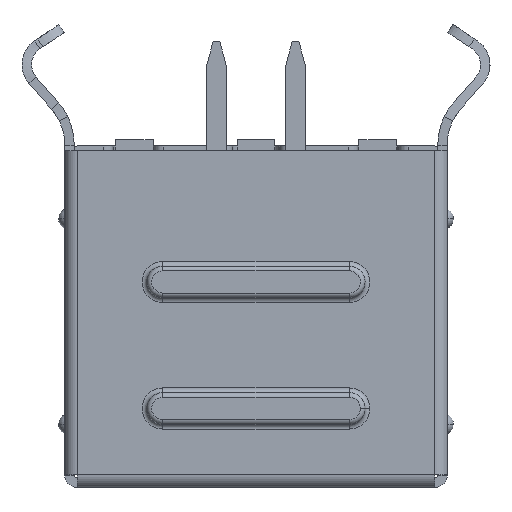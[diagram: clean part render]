
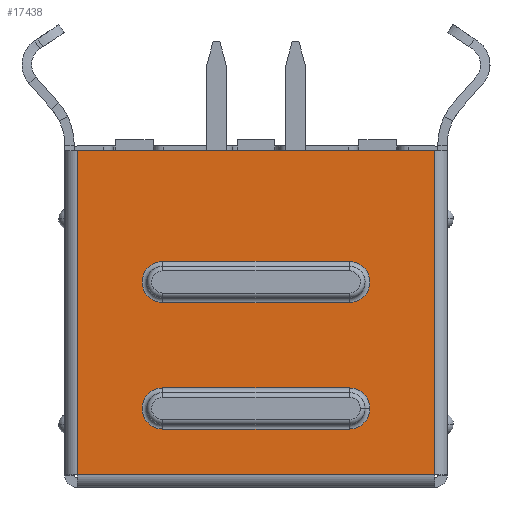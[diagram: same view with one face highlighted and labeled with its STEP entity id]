
A CAD part, front view. The second image highlights one B-rep face of the part: STEP entity #17438.
In plain terms, the highlighted planar face has unit normal (0, -1, 0).
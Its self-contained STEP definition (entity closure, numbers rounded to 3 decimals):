
#17 = CARTESIAN_POINT ( 'NONE',  ( 2.95, 0., 2.5 ) ) ;
#18 = DIRECTION ( 'NONE',  ( 0., -1., 0. ) ) ;
#19 = DIRECTION ( 'NONE',  ( 1., 0., 0. ) ) ;
#290 = CARTESIAN_POINT ( 'NONE',  ( -5.876, 0., 5.85 ) ) ;
#291 = DIRECTION ( 'NONE',  ( 1., 0., 0. ) ) ;
#292 = CARTESIAN_POINT ( 'NONE',  ( 2.95, 0., 6.5 ) ) ;
#293 = DIRECTION ( 'NONE',  ( 0., -1., 0. ) ) ;
#294 = DIRECTION ( 'NONE',  ( 0., 0., -1. ) ) ;
#301 = CARTESIAN_POINT ( 'NONE',  ( -5.876, 0., 7.15 ) ) ;
#302 = DIRECTION ( 'NONE',  ( -1., 0., 0. ) ) ;
#303 = CARTESIAN_POINT ( 'NONE',  ( -2.95, 0., 6.5 ) ) ;
#304 = DIRECTION ( 'NONE',  ( 0., -1., 0. ) ) ;
#305 = DIRECTION ( 'NONE',  ( 1., 0., 0. ) ) ;
#312 = CARTESIAN_POINT ( 'NONE',  ( -5.876, 0., 1.85 ) ) ;
#313 = DIRECTION ( 'NONE',  ( 1., 0., 0. ) ) ;
#314 = CARTESIAN_POINT ( 'NONE',  ( 2.95, 0., 2.5 ) ) ;
#315 = DIRECTION ( 'NONE',  ( 0., -1., 0. ) ) ;
#316 = DIRECTION ( 'NONE',  ( 1., 0., 0. ) ) ;
#320 = CARTESIAN_POINT ( 'NONE',  ( -5.876, 0., 3.15 ) ) ;
#321 = DIRECTION ( 'NONE',  ( -1., 0., 0. ) ) ;
#322 = CARTESIAN_POINT ( 'NONE',  ( -2.95, 0., 2.5 ) ) ;
#323 = DIRECTION ( 'NONE',  ( 0., -1., 0. ) ) ;
#324 = DIRECTION ( 'NONE',  ( 1., 0., 0. ) ) ;
#336 = CARTESIAN_POINT ( 'NONE',  ( -5.65, 0., 10.855 ) ) ;
#337 = DIRECTION ( 'NONE',  ( 0., 0., 1. ) ) ;
#358 = CARTESIAN_POINT ( 'NONE',  ( 5.65, 0., 10.855 ) ) ;
#359 = DIRECTION ( 'NONE',  ( 0., 0., -1. ) ) ;
#491 = CARTESIAN_POINT ( 'NONE',  ( -5.876, 0., 0.4 ) ) ;
#492 = DIRECTION ( 'NONE',  ( -1., 0., 0. ) ) ;
#807 = CARTESIAN_POINT ( 'NONE',  ( 3.6, 0., 2.5 ) ) ;
#808 = CARTESIAN_POINT ( 'NONE',  ( 2.95, 0., 3.15 ) ) ;
#867 = CARTESIAN_POINT ( 'NONE',  ( 2.95, 0., 5.85 ) ) ;
#868 = CARTESIAN_POINT ( 'NONE',  ( -2.95, 0., 5.85 ) ) ;
#869 = CARTESIAN_POINT ( 'NONE',  ( 2.95, 0., 7.15 ) ) ;
#870 = CARTESIAN_POINT ( 'NONE',  ( -2.95, 0., 7.15 ) ) ;
#871 = CARTESIAN_POINT ( 'NONE',  ( 2.95, 0., 1.85 ) ) ;
#872 = CARTESIAN_POINT ( 'NONE',  ( -2.95, 0., 1.85 ) ) ;
#873 = CARTESIAN_POINT ( 'NONE',  ( -2.95, 0., 3.15 ) ) ;
#876 = CARTESIAN_POINT ( 'NONE',  ( -5.65, 0., 0.4 ) ) ;
#877 = CARTESIAN_POINT ( 'NONE',  ( -5.65, 0., 10.65 ) ) ;
#882 = CARTESIAN_POINT ( 'NONE',  ( 5.65, 0., 10.65 ) ) ;
#883 = CARTESIAN_POINT ( 'NONE',  ( 5.65, 0., 0.4 ) ) ;
#2212 = PLANE ( 'NONE',  #2327 ) ;
#2213 = CARTESIAN_POINT ( 'NONE',  ( -5.876, 0., 10.855 ) ) ;
#2214 = DIRECTION ( 'NONE',  ( 0., 1., 0. ) ) ;
#2215 = DIRECTION ( 'NONE',  ( 0., 0., 1. ) ) ;
#2288 = FACE_OUTER_BOUND ( 'NONE', #17073, .T. ) ;
#2289 = FACE_BOUND ( 'NONE', #17074, .T. ) ;
#2290 = FACE_BOUND ( 'NONE', #17075, .T. ) ;
#2327 = AXIS2_PLACEMENT_3D ( 'NONE', #2213, #2214, #2215 ) ;
#2448 = VECTOR ( 'NONE', #3420, 1000. ) ;
#3246 = LINE ( 'NONE', #3419, #2448 ) ;
#3419 = CARTESIAN_POINT ( 'NONE',  ( -6.292, 0., 10.65 ) ) ;
#3420 = DIRECTION ( 'NONE',  ( 1., 0., 0. ) ) ;
#16569 = EDGE_CURVE ( 'NONE', #17135, #17136, #39455, .T. ) ;
#16953 = EDGE_CURVE ( 'NONE', #17196, #17195, #38932, .T. ) ;
#16954 = EDGE_CURVE ( 'NONE', #17195, #17197, #39608, .T. ) ;
#16957 = EDGE_CURVE ( 'NONE', #17197, #17198, #40333, .T. ) ;
#16958 = EDGE_CURVE ( 'NONE', #17198, #17196, #39614, .T. ) ;
#16961 = EDGE_CURVE ( 'NONE', #17200, #17199, #40334, .T. ) ;
#16962 = EDGE_CURVE ( 'NONE', #17199, #17135, #39621, .T. ) ;
#16964 = EDGE_CURVE ( 'NONE', #17136, #17201, #40335, .T. ) ;
#16965 = EDGE_CURVE ( 'NONE', #17201, #17200, #39626, .T. ) ;
#16969 = EDGE_CURVE ( 'NONE', #17204, #17205, #40336, .T. ) ;
#16977 = EDGE_CURVE ( 'NONE', #17210, #17211, #40339, .T. ) ;
#17030 = EDGE_CURVE ( 'NONE', #17211, #17204, #40371, .T. ) ;
#17073 = EDGE_LOOP ( 'NONE', ( #17317, #17318, #17319, #17321 ) ) ;
#17074 = EDGE_LOOP ( 'NONE', ( #17322, #17323, #17324, #17320, #17325 ) ) ;
#17075 = EDGE_LOOP ( 'NONE', ( #17327, #17328, #17329, #17326 ) ) ;
#17135 = VERTEX_POINT ( 'NONE', #807 ) ;
#17136 = VERTEX_POINT ( 'NONE', #808 ) ;
#17195 = VERTEX_POINT ( 'NONE', #867 ) ;
#17196 = VERTEX_POINT ( 'NONE', #868 ) ;
#17197 = VERTEX_POINT ( 'NONE', #869 ) ;
#17198 = VERTEX_POINT ( 'NONE', #870 ) ;
#17199 = VERTEX_POINT ( 'NONE', #871 ) ;
#17200 = VERTEX_POINT ( 'NONE', #872 ) ;
#17201 = VERTEX_POINT ( 'NONE', #873 ) ;
#17204 = VERTEX_POINT ( 'NONE', #876 ) ;
#17205 = VERTEX_POINT ( 'NONE', #877 ) ;
#17210 = VERTEX_POINT ( 'NONE', #882 ) ;
#17211 = VERTEX_POINT ( 'NONE', #883 ) ;
#17317 = ORIENTED_EDGE ( 'NONE', *, *, #17030, .F. ) ;
#17318 = ORIENTED_EDGE ( 'NONE', *, *, #16977, .F. ) ;
#17319 = ORIENTED_EDGE ( 'NONE', *, *, #17490, .F. ) ;
#17320 = ORIENTED_EDGE ( 'NONE', *, *, #16961, .F. ) ;
#17321 = ORIENTED_EDGE ( 'NONE', *, *, #16969, .F. ) ;
#17322 = ORIENTED_EDGE ( 'NONE', *, *, #16964, .F. ) ;
#17323 = ORIENTED_EDGE ( 'NONE', *, *, #16569, .F. ) ;
#17324 = ORIENTED_EDGE ( 'NONE', *, *, #16962, .F. ) ;
#17325 = ORIENTED_EDGE ( 'NONE', *, *, #16965, .F. ) ;
#17326 = ORIENTED_EDGE ( 'NONE', *, *, #16958, .F. ) ;
#17327 = ORIENTED_EDGE ( 'NONE', *, *, #16957, .F. ) ;
#17328 = ORIENTED_EDGE ( 'NONE', *, *, #16954, .F. ) ;
#17329 = ORIENTED_EDGE ( 'NONE', *, *, #16953, .F. ) ;
#17438 = ADVANCED_FACE ( 'NONE', ( #2288, #2289, #2290 ), #2212, .F. ) ;
#17490 = EDGE_CURVE ( 'NONE', #17205, #17210, #3246, .T. ) ;
#38932 = LINE ( 'NONE', #290, #39607 ) ;
#39455 = CIRCLE ( 'NONE', #39476, 0.65 ) ;
#39476 = AXIS2_PLACEMENT_3D ( 'NONE', #17, #18, #19 ) ;
#39607 = VECTOR ( 'NONE', #291, 1000. ) ;
#39608 = CIRCLE ( 'NONE', #39609, 0.65 ) ;
#39609 = AXIS2_PLACEMENT_3D ( 'NONE', #292, #293, #294 ) ;
#39614 = CIRCLE ( 'NONE', #39616, 0.65 ) ;
#39615 = VECTOR ( 'NONE', #302, 1000. ) ;
#39616 = AXIS2_PLACEMENT_3D ( 'NONE', #303, #304, #305 ) ;
#39621 = CIRCLE ( 'NONE', #39623, 0.65 ) ;
#39622 = VECTOR ( 'NONE', #313, 1000. ) ;
#39623 = AXIS2_PLACEMENT_3D ( 'NONE', #314, #315, #316 ) ;
#39626 = CIRCLE ( 'NONE', #39628, 0.65 ) ;
#39627 = VECTOR ( 'NONE', #321, 1000. ) ;
#39628 = AXIS2_PLACEMENT_3D ( 'NONE', #322, #323, #324 ) ;
#39632 = VECTOR ( 'NONE', #337, 1000. ) ;
#39641 = VECTOR ( 'NONE', #359, 1000. ) ;
#39708 = VECTOR ( 'NONE', #492, 1000. ) ;
#40333 = LINE ( 'NONE', #301, #39615 ) ;
#40334 = LINE ( 'NONE', #312, #39622 ) ;
#40335 = LINE ( 'NONE', #320, #39627 ) ;
#40336 = LINE ( 'NONE', #336, #39632 ) ;
#40339 = LINE ( 'NONE', #358, #39641 ) ;
#40371 = LINE ( 'NONE', #491, #39708 ) ;
